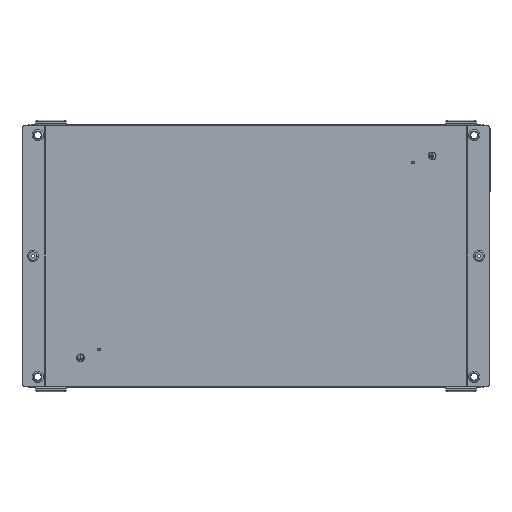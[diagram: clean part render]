
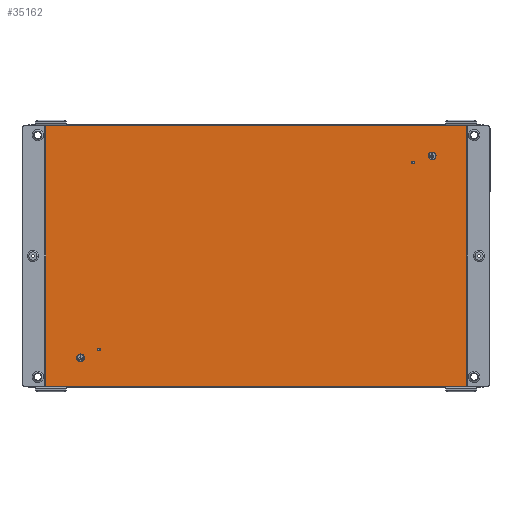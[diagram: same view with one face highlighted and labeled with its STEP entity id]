
A CAD part, front view. The second image highlights one B-rep face of the part: STEP entity #35162.
In plain terms, the highlighted planar face has unit normal (0, -1, 0).
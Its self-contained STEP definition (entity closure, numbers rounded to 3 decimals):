
#2018 = DIRECTION ( 'NONE',  ( 1., 0., 0. ) ) ;
#6021 = CARTESIAN_POINT ( 'NONE',  ( -538.75, -1.5, 334. ) ) ;
#6142 = EDGE_CURVE ( 'NONE', #51739, #57374, #18123, .T. ) ;
#8717 = LINE ( 'NONE', #22873, #58912 ) ;
#15172 = ORIENTED_EDGE ( 'NONE', *, *, #48648, .F. ) ;
#16549 = LINE ( 'NONE', #59376, #42455 ) ;
#16654 = ORIENTED_EDGE ( 'NONE', *, *, #6142, .F. ) ;
#16858 = DIRECTION ( 'NONE',  ( 0., 0., -1. ) ) ;
#18123 = LINE ( 'NONE', #52591, #58656 ) ;
#20746 = CARTESIAN_POINT ( 'NONE',  ( 538.75, -1.5, -334. ) ) ;
#22873 = CARTESIAN_POINT ( 'NONE',  ( -538.75, -1.5, -337. ) ) ;
#24963 = CARTESIAN_POINT ( 'NONE',  ( -538.75, -1.5, -334. ) ) ;
#25353 = PLANE ( 'NONE',  #46057 ) ;
#25956 = EDGE_CURVE ( 'NONE', #42131, #51739, #16549, .T. ) ;
#29166 = DIRECTION ( 'NONE',  ( -1., 0., 0. ) ) ;
#30707 = VECTOR ( 'NONE', #2018, 1000. ) ;
#31362 = ORIENTED_EDGE ( 'NONE', *, *, #45373, .F. ) ;
#34286 = DIRECTION ( 'NONE',  ( 0., -1., 0. ) ) ;
#34900 = CARTESIAN_POINT ( 'NONE',  ( 0., -1.5, 0. ) ) ;
#34944 = ORIENTED_EDGE ( 'NONE', *, *, #25956, .F. ) ;
#35162 = ADVANCED_FACE ( 'NONE', ( #43828 ), #25353, .T. ) ;
#35323 = CARTESIAN_POINT ( 'NONE',  ( -538.75, -1.5, 334. ) ) ;
#36774 = VERTEX_POINT ( 'NONE', #35323 ) ;
#36921 = EDGE_LOOP ( 'NONE', ( #31362, #16654, #34944, #15172 ) ) ;
#42131 = VERTEX_POINT ( 'NONE', #48242 ) ;
#42455 = VECTOR ( 'NONE', #16858, 1000. ) ;
#43828 = FACE_OUTER_BOUND ( 'NONE', #36921, .T. ) ;
#43871 = LINE ( 'NONE', #6021, #30707 ) ;
#45373 = EDGE_CURVE ( 'NONE', #57374, #36774, #8717, .T. ) ;
#46057 = AXIS2_PLACEMENT_3D ( 'NONE', #34900, #34286, #47844 ) ;
#47844 = DIRECTION ( 'NONE',  ( 0., 0., -1. ) ) ;
#48242 = CARTESIAN_POINT ( 'NONE',  ( 538.75, -1.5, 334. ) ) ;
#48648 = EDGE_CURVE ( 'NONE', #36774, #42131, #43871, .T. ) ;
#51502 = DIRECTION ( 'NONE',  ( 0., 0., 1. ) ) ;
#51739 = VERTEX_POINT ( 'NONE', #20746 ) ;
#52591 = CARTESIAN_POINT ( 'NONE',  ( 538.75, -1.5, -334. ) ) ;
#57374 = VERTEX_POINT ( 'NONE', #24963 ) ;
#58656 = VECTOR ( 'NONE', #29166, 1000. ) ;
#58912 = VECTOR ( 'NONE', #51502, 1000. ) ;
#59376 = CARTESIAN_POINT ( 'NONE',  ( 538.75, -1.5, 337. ) ) ;
